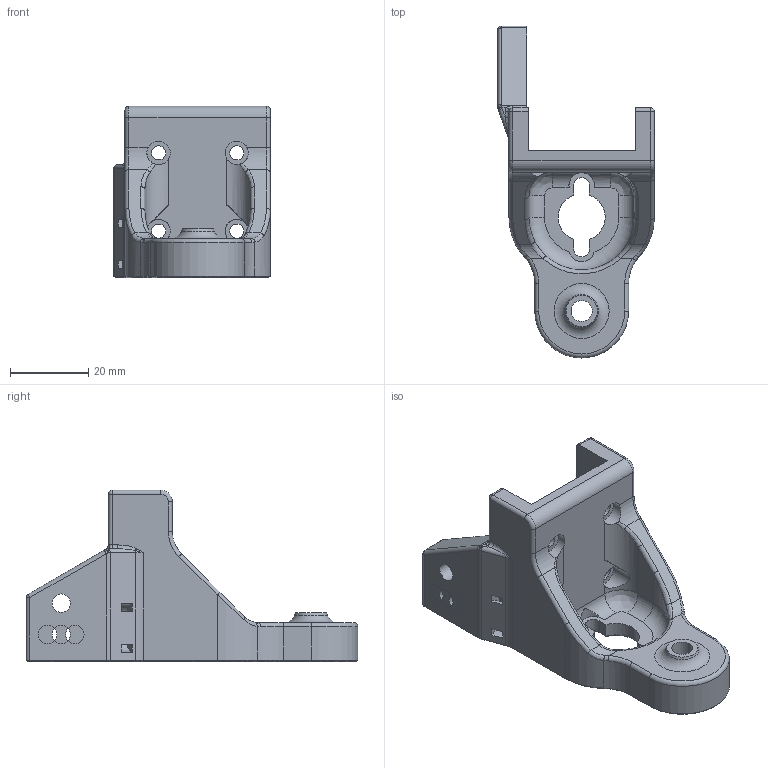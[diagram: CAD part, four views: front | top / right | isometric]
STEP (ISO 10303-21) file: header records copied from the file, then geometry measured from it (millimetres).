
FILE_DESCRIPTION(/* description */ (''),/* implementation_level */ '2;1');
FILE_NAME(/* name */ 'MGN12H_Z_Carriage_Rear1.step',/* time_stamp */ '2023-04-11T21:14:55+02:00',/* author */ (''),/* organization */ (''),/* preprocessor_version */ 'ST-DEVELOPER v19.2',/* originating_system */ 'Autodesk Translation Framework v12.4.0.73',/* authorisation */ '');
FILE_SCHEMA (('AUTOMOTIVE_DESIGN { 1 0 10303 214 3 1 1 }'));
Length unit declared in the file: millimetre
Products named in the file (3): MGN12H_rear_Z; Z_Carriage_Rear_2-hole (IGUS); Z_Carriage_Rear_3-hole (Generic)
Assembly tree (2 placements, depth 2):
  MGN12H_rear_Z
    Z_Carriage_Rear_2-hole (IGUS)
    Z_Carriage_Rear_3-hole (Generic)
Bounding box: 40.1 x 84.9 x 43.9 mm (x, y, z)
Volume: 56346 mm3; surface area: 25083.2 mm2
Topology: 2 solids, 2 shells, 387 faces, 948 edges, 565 vertices
Faces by surface type: plane 162, cylinder 123, bspline 40, cone 28, torus 26, sphere 8
Full cylindrical faces by diameter (mm): 3.6 x8, 4.7 x5, 5.4 x2, 6 x8
Entity records: 12411 total; most frequent: CARTESIAN_POINT 3165, DIRECTION 1957, ORIENTED_EDGE 1892, EDGE_CURVE 946, AXIS2_PLACEMENT_3D 725, VERTEX_POINT 565, LINE 507, VECTOR 507
